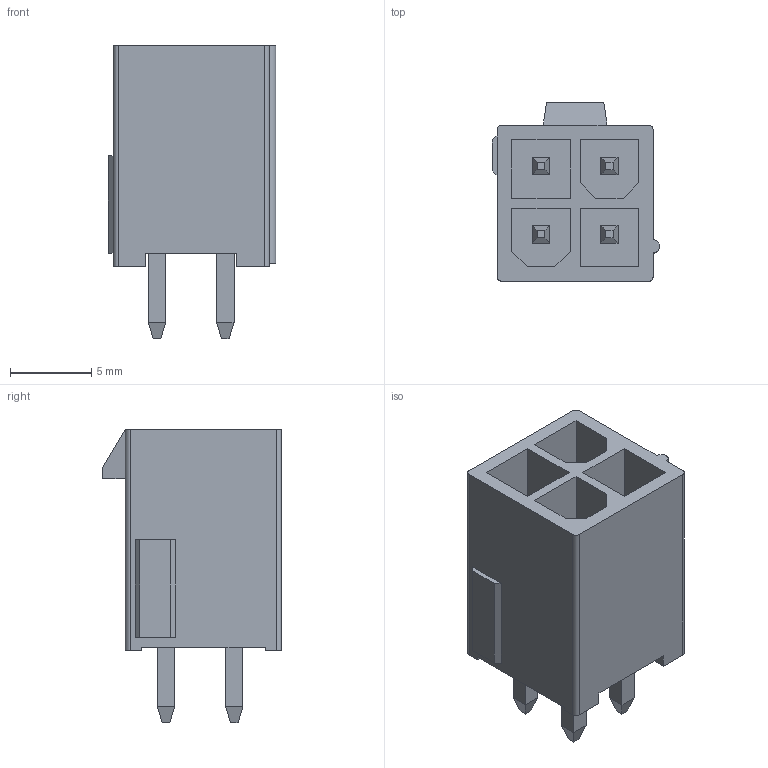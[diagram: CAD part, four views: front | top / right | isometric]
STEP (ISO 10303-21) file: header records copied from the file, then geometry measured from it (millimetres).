
FILE_DESCRIPTION( ( 'STEP AP214' ), '1' );
FILE_NAME( '462071104.stp', '2022-02-04T19:30:29', ( 'License CC BY-ND 4.0' ), ( 'CADENAS' ), ' ', 'PARTsolutions', ' ' );
FILE_SCHEMA( ( 'AUTOMOTIVE_DESIGN { 1 0 10303 214 1 1 1 1 }' ) );
Length unit declared in the file: millimetre
Products named in the file (2): 462071104; 1
Assembly tree (1 placements, depth 2):
  462071104
    1
Bounding box: 10.3 x 11 x 18.06 mm (x, y, z)
Volume: 799 mm3; surface area: 1390.7 mm2
Topology: 1 solids, 1 shells, 134 faces, 323 edges, 204 vertices
Faces by surface type: plane 129, cylinder 5
Entity records: 3822 total; most frequent: CARTESIAN_POINT 663, ORIENTED_EDGE 646, DIRECTION 605, EDGE_CURVE 323, LINE 313, VECTOR 313, VERTEX_POINT 204, EDGE_LOOP 147
